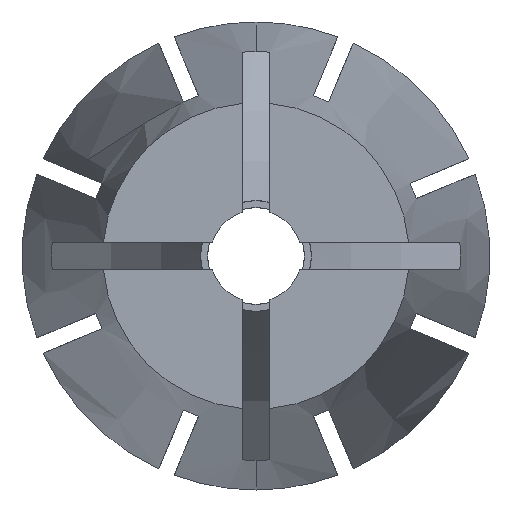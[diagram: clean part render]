
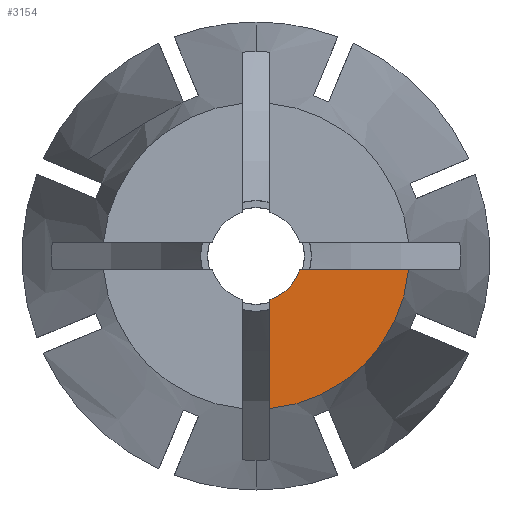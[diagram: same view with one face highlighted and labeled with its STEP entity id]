
A CAD part, left-side view. The second image highlights one B-rep face of the part: STEP entity #3154.
In plain terms, the highlighted planar face has unit normal (-1, 0, 0).
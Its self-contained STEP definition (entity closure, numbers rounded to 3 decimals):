
#7 = VERTEX_POINT ( 'NONE', #2182 ) ;
#86 = AXIS2_PLACEMENT_3D ( 'NONE', #3170, #3432, #3132 ) ;
#226 = VECTOR ( 'NONE', #430, 1000. ) ;
#430 = DIRECTION ( 'NONE',  ( 0., 0., -1. ) ) ;
#460 = VERTEX_POINT ( 'NONE', #2128 ) ;
#559 = AXIS2_PLACEMENT_3D ( 'NONE', #4044, #4054, #4057 ) ;
#671 = CARTESIAN_POINT ( 'NONE',  ( -27.5, -0.5, 0. ) ) ;
#708 = LINE ( 'NONE', #3377, #4116 ) ;
#787 = VERTEX_POINT ( 'NONE', #3444 ) ;
#1213 = DIRECTION ( 'NONE',  ( 1., 0., 0. ) ) ;
#1276 = DIRECTION ( 'NONE',  ( 0., 0., -1. ) ) ;
#1289 = CARTESIAN_POINT ( 'NONE',  ( -27.5, 0., 0. ) ) ;
#1737 = EDGE_CURVE ( 'NONE', #460, #3143, #2004, .T. ) ;
#1774 = EDGE_CURVE ( 'NONE', #3143, #787, #1909, .T. ) ;
#1850 = EDGE_CURVE ( 'NONE', #460, #7, #708, .T. ) ;
#1878 = ORIENTED_EDGE ( 'NONE', *, *, #1850, .F. ) ;
#1909 = LINE ( 'NONE', #671, #226 ) ;
#2004 = CIRCLE ( 'NONE', #559, 1.65 ) ;
#2055 = EDGE_LOOP ( 'NONE', ( #3148, #2123, #3441, #1878 ) ) ;
#2123 = ORIENTED_EDGE ( 'NONE', *, *, #1774, .T. ) ;
#2128 = CARTESIAN_POINT ( 'NONE',  ( -27.5, -1.572, -0.5 ) ) ;
#2182 = CARTESIAN_POINT ( 'NONE',  ( -27.5, -5.518, -0.5 ) ) ;
#2201 = AXIS2_PLACEMENT_3D ( 'NONE', #1289, #1213, #1276 ) ;
#2814 = CARTESIAN_POINT ( 'NONE',  ( -27.5, -0.5, -1.572 ) ) ;
#2941 = CIRCLE ( 'NONE', #2201, 5.541 ) ;
#3014 = EDGE_CURVE ( 'NONE', #7, #787, #2941, .T. ) ;
#3132 = DIRECTION ( 'NONE',  ( 0., 0., 1. ) ) ;
#3143 = VERTEX_POINT ( 'NONE', #2814 ) ;
#3148 = ORIENTED_EDGE ( 'NONE', *, *, #1737, .T. ) ;
#3154 = ADVANCED_FACE ( 'NONE', ( #4165 ), #3402, .T. ) ;
#3160 = DIRECTION ( 'NONE',  ( 0., -1., 0. ) ) ;
#3170 = CARTESIAN_POINT ( 'NONE',  ( -27.5, -5.541, 0. ) ) ;
#3377 = CARTESIAN_POINT ( 'NONE',  ( -27.5, -5.541, -0.5 ) ) ;
#3402 = PLANE ( 'NONE',  #86 ) ;
#3432 = DIRECTION ( 'NONE',  ( -1., 0., 0. ) ) ;
#3441 = ORIENTED_EDGE ( 'NONE', *, *, #3014, .F. ) ;
#3444 = CARTESIAN_POINT ( 'NONE',  ( -27.5, -0.5, -5.518 ) ) ;
#4044 = CARTESIAN_POINT ( 'NONE',  ( -27.5, 0., 0. ) ) ;
#4054 = DIRECTION ( 'NONE',  ( 1., 0., 0. ) ) ;
#4057 = DIRECTION ( 'NONE',  ( 0., 0., -1. ) ) ;
#4116 = VECTOR ( 'NONE', #3160, 1000. ) ;
#4165 = FACE_OUTER_BOUND ( 'NONE', #2055, .T. ) ;
